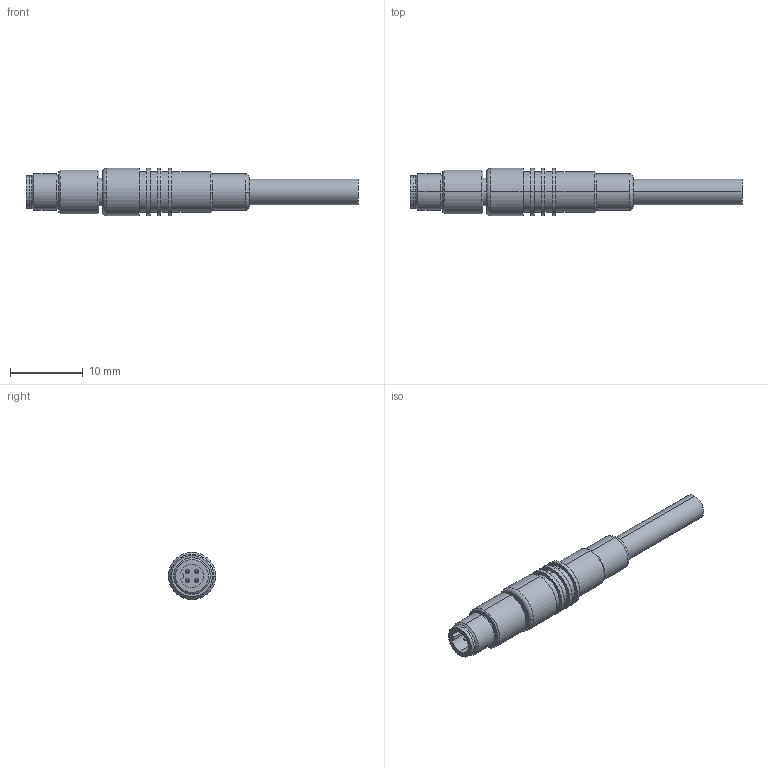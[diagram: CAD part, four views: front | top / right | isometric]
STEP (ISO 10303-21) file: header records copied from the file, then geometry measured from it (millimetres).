
FILE_DESCRIPTION(('SolidDesigner STEP Export'),'2;1');
FILE_NAME('1530333.stp','2011-11-09T13:42:13',(''),(''),'CoCreate Modeling STEP processor for AP214 (Solid Model)','CoCreate Modeling 16.00A 16-Aug-2008 (C) Parametric Technology GmbH','');
FILE_SCHEMA(('AUTOMOTIVE_DESIGN { 1 0 10303 214 1 1 1 1 }'));
Length unit declared in the file: millimetre
Products named in the file (2): 1530333
Assembly tree (1 placements, depth 2):
  1530333
    1530333
Bounding box: 45.5 x 6.5 x 6.5 mm (x, y, z)
Volume: 870.4 mm3; surface area: 915 mm2
Topology: 1 solids, 1 shells, 81 faces, 197 edges, 127 vertices
Faces by surface type: cylinder 44, plane 17, sphere 8, cone 6, torus 6
Entity records: 2573 total; most frequent: ORIENTED_EDGE 378, CARTESIAN_POINT 295, DIRECTION 280, EDGE_CURVE 189, VERTEX_POINT 127, AXIS2_PLACEMENT_3D 112, EDGE_LOOP 98, COLOUR_RGB 82
